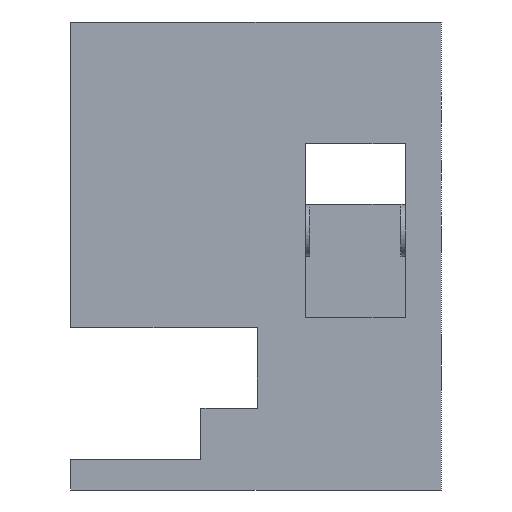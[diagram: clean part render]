
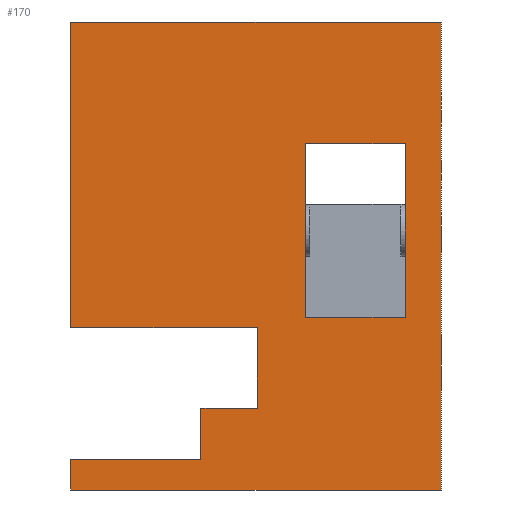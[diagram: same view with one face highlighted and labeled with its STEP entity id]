
A CAD part, front view. The second image highlights one B-rep face of the part: STEP entity #170.
In plain terms, the highlighted planar face has unit normal (0, -1, 0).
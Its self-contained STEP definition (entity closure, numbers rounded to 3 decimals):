
#74 = EDGE_CURVE('',#75,#77,#79,.T.);
#75 = VERTEX_POINT('',#76);
#76 = CARTESIAN_POINT('',(-12.67,-23.,48.));
#77 = VERTEX_POINT('',#78);
#78 = CARTESIAN_POINT('',(-12.67,-23.,12.81));
#79 = LINE('',#80,#81);
#80 = CARTESIAN_POINT('',(-12.67,-23.,14.31));
#81 = VECTOR('',#82,1.);
#82 = DIRECTION('',(0.,0.,-1.));
#170 = ADVANCED_FACE('',(#171,#244),#278,.T.);
#171 = FACE_BOUND('',#172,.T.);
#172 = EDGE_LOOP('',(#173,#183,#191,#197,#198,#206,#214,#222,#230,#238)
  );
#173 = ORIENTED_EDGE('',*,*,#174,.T.);
#174 = EDGE_CURVE('',#175,#177,#179,.T.);
#175 = VERTEX_POINT('',#176);
#176 = CARTESIAN_POINT('',(-12.67,-23.,-5.87));
#177 = VERTEX_POINT('',#178);
#178 = CARTESIAN_POINT('',(30.,-23.,-5.87));
#179 = LINE('',#180,#181);
#180 = CARTESIAN_POINT('',(-12.67,-23.,-5.87));
#181 = VECTOR('',#182,1.);
#182 = DIRECTION('',(1.,0.,0.));
#183 = ORIENTED_EDGE('',*,*,#184,.T.);
#184 = EDGE_CURVE('',#177,#185,#187,.T.);
#185 = VERTEX_POINT('',#186);
#186 = CARTESIAN_POINT('',(30.,-23.,48.));
#187 = LINE('',#188,#189);
#188 = CARTESIAN_POINT('',(30.,-23.,18.645));
#189 = VECTOR('',#190,1.);
#190 = DIRECTION('',(0.,0.,1.));
#191 = ORIENTED_EDGE('',*,*,#192,.T.);
#192 = EDGE_CURVE('',#185,#75,#193,.T.);
#193 = LINE('',#194,#195);
#194 = CARTESIAN_POINT('',(-2.5,-23.,48.));
#195 = VECTOR('',#196,1.);
#196 = DIRECTION('',(-1.,-0.,-0.));
#197 = ORIENTED_EDGE('',*,*,#74,.T.);
#198 = ORIENTED_EDGE('',*,*,#199,.F.);
#199 = EDGE_CURVE('',#200,#77,#202,.T.);
#200 = VERTEX_POINT('',#201);
#201 = CARTESIAN_POINT('',(8.83,-23.,12.81));
#202 = LINE('',#203,#204);
#203 = CARTESIAN_POINT('',(-2.5,-23.,12.81));
#204 = VECTOR('',#205,1.);
#205 = DIRECTION('',(-1.,-0.,-0.));
#206 = ORIENTED_EDGE('',*,*,#207,.F.);
#207 = EDGE_CURVE('',#208,#200,#210,.T.);
#208 = VERTEX_POINT('',#209);
#209 = CARTESIAN_POINT('',(8.83,-23.,3.55));
#210 = LINE('',#211,#212);
#211 = CARTESIAN_POINT('',(8.83,-23.,13.33));
#212 = VECTOR('',#213,1.);
#213 = DIRECTION('',(0.,0.,1.));
#214 = ORIENTED_EDGE('',*,*,#215,.F.);
#215 = EDGE_CURVE('',#216,#208,#218,.T.);
#216 = VERTEX_POINT('',#217);
#217 = CARTESIAN_POINT('',(2.33,-23.,3.55));
#218 = LINE('',#219,#220);
#219 = CARTESIAN_POINT('',(7.83,-23.,3.55));
#220 = VECTOR('',#221,1.);
#221 = DIRECTION('',(1.,0.,0.));
#222 = ORIENTED_EDGE('',*,*,#223,.F.);
#223 = EDGE_CURVE('',#224,#216,#226,.T.);
#224 = VERTEX_POINT('',#225);
#225 = CARTESIAN_POINT('',(2.33,-23.,-2.34));
#226 = LINE('',#227,#228);
#227 = CARTESIAN_POINT('',(2.33,-23.,2.05));
#228 = VECTOR('',#229,1.);
#229 = DIRECTION('',(0.,0.,1.));
#230 = ORIENTED_EDGE('',*,*,#231,.T.);
#231 = EDGE_CURVE('',#224,#232,#234,.T.);
#232 = VERTEX_POINT('',#233);
#233 = CARTESIAN_POINT('',(-12.67,-23.,-2.34));
#234 = LINE('',#235,#236);
#235 = CARTESIAN_POINT('',(2.33,-23.,-2.34));
#236 = VECTOR('',#237,1.);
#237 = DIRECTION('',(-1.,0.,0.));
#238 = ORIENTED_EDGE('',*,*,#239,.T.);
#239 = EDGE_CURVE('',#232,#175,#240,.T.);
#240 = LINE('',#241,#242);
#241 = CARTESIAN_POINT('',(-12.67,-23.,-0.84));
#242 = VECTOR('',#243,1.);
#243 = DIRECTION('',(0.,0.,-1.));
#244 = FACE_BOUND('',#245,.T.);
#245 = EDGE_LOOP('',(#246,#256,#264,#272));
#246 = ORIENTED_EDGE('',*,*,#247,.F.);
#247 = EDGE_CURVE('',#248,#250,#252,.T.);
#248 = VERTEX_POINT('',#249);
#249 = CARTESIAN_POINT('',(25.85,-23.,34.));
#250 = VERTEX_POINT('',#251);
#251 = CARTESIAN_POINT('',(14.35,-23.,34.));
#252 = LINE('',#253,#254);
#253 = CARTESIAN_POINT('',(14.75,-23.,34.));
#254 = VECTOR('',#255,1.);
#255 = DIRECTION('',(-1.,0.,0.));
#256 = ORIENTED_EDGE('',*,*,#257,.T.);
#257 = EDGE_CURVE('',#248,#258,#260,.T.);
#258 = VERTEX_POINT('',#259);
#259 = CARTESIAN_POINT('',(25.85,-23.,14.));
#260 = LINE('',#261,#262);
#261 = CARTESIAN_POINT('',(25.85,-23.,34.));
#262 = VECTOR('',#263,1.);
#263 = DIRECTION('',(0.,0.,-1.));
#264 = ORIENTED_EDGE('',*,*,#265,.F.);
#265 = EDGE_CURVE('',#266,#258,#268,.T.);
#266 = VERTEX_POINT('',#267);
#267 = CARTESIAN_POINT('',(14.35,-23.,14.));
#268 = LINE('',#269,#270);
#269 = CARTESIAN_POINT('',(25.75,-23.,14.));
#270 = VECTOR('',#271,1.);
#271 = DIRECTION('',(1.,0.,0.));
#272 = ORIENTED_EDGE('',*,*,#273,.T.);
#273 = EDGE_CURVE('',#266,#250,#274,.T.);
#274 = LINE('',#275,#276);
#275 = CARTESIAN_POINT('',(14.35,-23.,11.));
#276 = VECTOR('',#277,1.);
#277 = DIRECTION('',(0.,0.,1.));
#278 = PLANE('',#279);
#279 = AXIS2_PLACEMENT_3D('',#280,#281,#282);
#280 = CARTESIAN_POINT('',(7.955,-23.,18.344));
#281 = DIRECTION('',(-0.,-1.,-0.));
#282 = DIRECTION('',(0.,0.,-1.));
